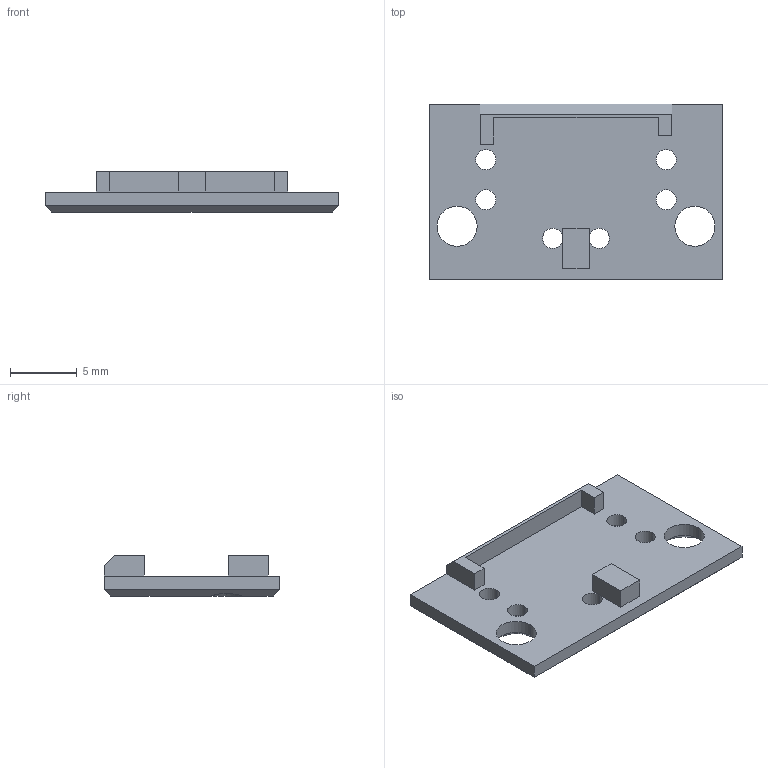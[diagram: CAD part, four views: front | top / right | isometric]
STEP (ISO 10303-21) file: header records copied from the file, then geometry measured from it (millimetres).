
FILE_DESCRIPTION (( 'STEP AP214' ), '1' );
FILE_NAME ('heaterHolder2.STEP', '2020-06-29T03:31:33', ( '' ), ( '' ), 'SwSTEP 2.0', 'SolidWorks 2016', '' );
FILE_SCHEMA (( 'AUTOMOTIVE_DESIGN' ));
Length unit declared in the file: millimetre
Products named in the file (1): heaterHolder2
Bounding box: 22 x 13.15 x 3 mm (x, y, z)
Volume: 412.9 mm3; surface area: 736.5 mm2
Topology: 1 solids, 1 shells, 56 faces, 153 edges, 94 vertices
Faces by surface type: plane 24, cone 16, cylinder 16
Entity records: 1845 total; most frequent: CARTESIAN_POINT 338, DIRECTION 313, ORIENTED_EDGE 306, EDGE_CURVE 153, AXIS2_PLACEMENT_3D 109, VECTOR 95, LINE 95, VERTEX_POINT 94
